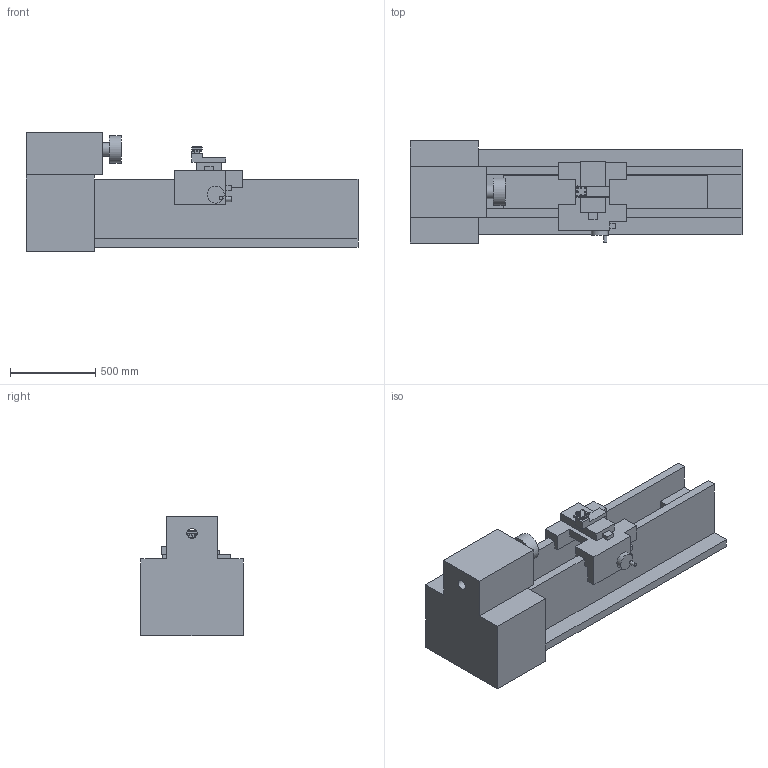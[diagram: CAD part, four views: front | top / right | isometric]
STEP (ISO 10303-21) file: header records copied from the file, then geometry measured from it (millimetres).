
FILE_DESCRIPTION(/* description */ ('Extracted from STEP assembly: asm1_242noPMI.stp'),/* implementation_level */ '2;1');
FILE_NAME(/* name */ 'part__asm1_242noPMI',/* time_stamp */ '2018-04-25T18:51:11+08:00',/* author */ (''),/* organization */ (''),/* preprocessor_version */ 'ST-DEVELOPER v15',/* originating_system */ $,/* authorisation */ $);
FILE_SCHEMA (('AP242_MANAGED_MODEL_BASED_3D_ENGINEERING_MIM_LF'));
Length unit declared in the file: millimetre
Products named in the file (9): _asm1_242noPMI; _model7; _model6; _model5; _model4; _model3; _model2; _model1; jizuo
Assembly tree (11 placements, depth 2):
  _asm1_242noPMI
    _model7  x4
    _model6
    _model5
    _model4
    _model3
    _model2
    _model1
    jizuo
Bounding box: 1950 x 600 x 700 mm (x, y, z)
Volume: 262306001.2 mm3; surface area: 7037081.5 mm2
Topology: 11 solids, 11 shells, 215 faces, 517 edges, 343 vertices
Faces by surface type: plane 189, cylinder 26
Full cylindrical faces by diameter (mm): 6 x12, 12 x4, 20 x3, 30 x1, 60 x2, 80 x2, 100 x1, 160 x1
Entity records: 4801 total; most frequent: CARTESIAN_POINT 799, DIRECTION 755, ORIENTED_EDGE 738, EDGE_CURVE 369, LINE 329, VECTOR 329, VERTEX_POINT 257, EDGE_LOOP 214
